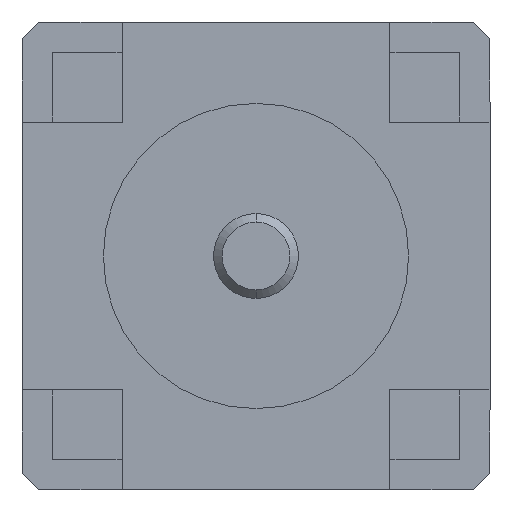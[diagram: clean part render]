
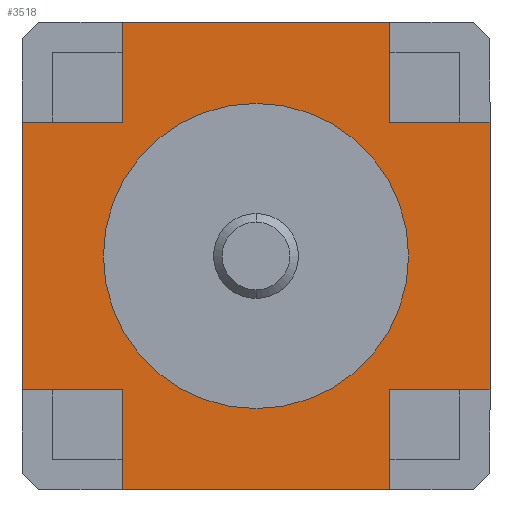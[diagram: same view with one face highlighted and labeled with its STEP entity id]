
A CAD part, front view. The second image highlights one B-rep face of the part: STEP entity #3518.
In plain terms, the highlighted planar face has unit normal (0, -1, 0).
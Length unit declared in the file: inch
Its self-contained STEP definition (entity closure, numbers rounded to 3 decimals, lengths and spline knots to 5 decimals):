
#70 = LINE ( 'NONE', #3509, #3809 ) ;
#305 = CARTESIAN_POINT ( 'NONE',  ( 0.079, 0.015, -0.079 ) ) ;
#311 = EDGE_CURVE ( 'NONE', #4085, #572, #1629, .T. ) ;
#362 = CIRCLE ( 'NONE', #1132, 0.09 ) ;
#383 = DIRECTION ( 'NONE',  ( 1., 0., 0. ) ) ;
#387 = CARTESIAN_POINT ( 'NONE',  ( -0.079, 0.015, -0.138 ) ) ;
#411 = EDGE_CURVE ( 'NONE', #2341, #3103, #1563, .T. ) ;
#459 = VERTEX_POINT ( 'NONE', #1879 ) ;
#572 = VERTEX_POINT ( 'NONE', #865 ) ;
#589 = DIRECTION ( 'NONE',  ( 0., 0., 1. ) ) ;
#596 = DIRECTION ( 'NONE',  ( 0., 0., 1. ) ) ;
#638 = CARTESIAN_POINT ( 'NONE',  ( -0.138, 0.015, 0.079 ) ) ;
#673 = DIRECTION ( 'NONE',  ( -1., 0., 0. ) ) ;
#730 = DIRECTION ( 'NONE',  ( -1., 0., 0. ) ) ;
#789 = DIRECTION ( 'NONE',  ( -1., 0., 0. ) ) ;
#803 = ORIENTED_EDGE ( 'NONE', *, *, #2533, .F. ) ;
#824 = VECTOR ( 'NONE', #383, 39.37008 ) ;
#865 = CARTESIAN_POINT ( 'NONE',  ( 0.079, 0.015, -0.138 ) ) ;
#894 = DIRECTION ( 'NONE',  ( 0., 0., -1. ) ) ;
#955 = AXIS2_PLACEMENT_3D ( 'NONE', #3242, #2910, #2174 ) ;
#997 = VECTOR ( 'NONE', #789, 39.37008 ) ;
#1060 = CARTESIAN_POINT ( 'NONE',  ( -0.079, 0.015, -0.079 ) ) ;
#1132 = AXIS2_PLACEMENT_3D ( 'NONE', #4136, #4089, #1201 ) ;
#1177 = EDGE_CURVE ( 'NONE', #1726, #4085, #3697, .T. ) ;
#1201 = DIRECTION ( 'NONE',  ( 0., 0., -1. ) ) ;
#1210 = VECTOR ( 'NONE', #1651, 39.37008 ) ;
#1214 = LINE ( 'NONE', #1361, #2558 ) ;
#1361 = CARTESIAN_POINT ( 'NONE',  ( 0.079, 0.015, 0.079 ) ) ;
#1507 = LINE ( 'NONE', #4422, #3141 ) ;
#1534 = ORIENTED_EDGE ( 'NONE', *, *, #3685, .T. ) ;
#1563 = LINE ( 'NONE', #3663, #4335 ) ;
#1625 = CIRCLE ( 'NONE', #2217, 0.09 ) ;
#1629 = LINE ( 'NONE', #387, #2369 ) ;
#1631 = EDGE_CURVE ( 'NONE', #459, #3260, #1214, .T. ) ;
#1651 = DIRECTION ( 'NONE',  ( 0., 0., -1. ) ) ;
#1666 = VECTOR ( 'NONE', #3896, 39.37008 ) ;
#1701 = CARTESIAN_POINT ( 'NONE',  ( 0., 0.015, 0.09 ) ) ;
#1726 = VERTEX_POINT ( 'NONE', #1060 ) ;
#1791 = LINE ( 'NONE', #4341, #824 ) ;
#1879 = CARTESIAN_POINT ( 'NONE',  ( 0.079, 0.015, 0.079 ) ) ;
#1904 = VECTOR ( 'NONE', #3737, 39.37008 ) ;
#1972 = CARTESIAN_POINT ( 'NONE',  ( 0., 0.015, -0.09 ) ) ;
#2007 = ORIENTED_EDGE ( 'NONE', *, *, #1631, .T. ) ;
#2075 = LINE ( 'NONE', #305, #2675 ) ;
#2096 = EDGE_CURVE ( 'NONE', #3575, #2341, #1507, .T. ) ;
#2174 = DIRECTION ( 'NONE',  ( 0., 0., -1. ) ) ;
#2182 = EDGE_CURVE ( 'NONE', #2495, #4299, #1625, .T. ) ;
#2217 = AXIS2_PLACEMENT_3D ( 'NONE', #3698, #2992, #894 ) ;
#2238 = LINE ( 'NONE', #4148, #1904 ) ;
#2290 = LINE ( 'NONE', #638, #1210 ) ;
#2341 = VERTEX_POINT ( 'NONE', #3895 ) ;
#2369 = VECTOR ( 'NONE', #2931, 39.37008 ) ;
#2412 = CARTESIAN_POINT ( 'NONE',  ( 0.138, 0.015, -0.079 ) ) ;
#2432 = ORIENTED_EDGE ( 'NONE', *, *, #4536, .T. ) ;
#2451 = EDGE_LOOP ( 'NONE', ( #2869, #2998, #4260, #3050, #1534, #2456, #3570, #2007, #2432, #2930, #3040, #4418 ) ) ;
#2456 = ORIENTED_EDGE ( 'NONE', *, *, #4376, .T. ) ;
#2460 = LINE ( 'NONE', #4026, #997 ) ;
#2490 = CARTESIAN_POINT ( 'NONE',  ( -0.079, 0.015, 0.138 ) ) ;
#2495 = VERTEX_POINT ( 'NONE', #1972 ) ;
#2533 = EDGE_CURVE ( 'NONE', #4299, #2495, #362, .T. ) ;
#2538 = CARTESIAN_POINT ( 'NONE',  ( -0.079, 0.015, 0.138 ) ) ;
#2558 = VECTOR ( 'NONE', #596, 39.37008 ) ;
#2675 = VECTOR ( 'NONE', #3537, 39.37008 ) ;
#2708 = CARTESIAN_POINT ( 'NONE',  ( -0.138, 0.015, -0.079 ) ) ;
#2831 = ORIENTED_EDGE ( 'NONE', *, *, #2182, .F. ) ;
#2843 = FACE_OUTER_BOUND ( 'NONE', #2451, .T. ) ;
#2869 = ORIENTED_EDGE ( 'NONE', *, *, #2887, .T. ) ;
#2887 = EDGE_CURVE ( 'NONE', #3955, #1726, #2238, .T. ) ;
#2910 = DIRECTION ( 'NONE',  ( 0., -1., 0. ) ) ;
#2930 = ORIENTED_EDGE ( 'NONE', *, *, #2096, .T. ) ;
#2931 = DIRECTION ( 'NONE',  ( 1., 0., 0. ) ) ;
#2946 = VECTOR ( 'NONE', #673, 39.37008 ) ;
#2974 = DIRECTION ( 'NONE',  ( 0., 0., -1. ) ) ;
#2992 = DIRECTION ( 'NONE',  ( 0., -1., 0. ) ) ;
#2998 = ORIENTED_EDGE ( 'NONE', *, *, #1177, .T. ) ;
#3040 = ORIENTED_EDGE ( 'NONE', *, *, #411, .T. ) ;
#3050 = ORIENTED_EDGE ( 'NONE', *, *, #3366, .T. ) ;
#3059 = CARTESIAN_POINT ( 'NONE',  ( -0.138, 0.015, 0.079 ) ) ;
#3103 = VERTEX_POINT ( 'NONE', #3059 ) ;
#3105 = CARTESIAN_POINT ( 'NONE',  ( 0.079, 0.015, -0.079 ) ) ;
#3138 = CARTESIAN_POINT ( 'NONE',  ( -0.079, 0.015, -0.079 ) ) ;
#3141 = VECTOR ( 'NONE', #2974, 39.37008 ) ;
#3242 = CARTESIAN_POINT ( 'NONE',  ( 0., 0.015, 0. ) ) ;
#3260 = VERTEX_POINT ( 'NONE', #3770 ) ;
#3333 = VERTEX_POINT ( 'NONE', #3952 ) ;
#3366 = EDGE_CURVE ( 'NONE', #572, #4688, #2075, .T. ) ;
#3400 = FACE_BOUND ( 'NONE', #4639, .T. ) ;
#3509 = CARTESIAN_POINT ( 'NONE',  ( 0.138, 0.015, 0.079 ) ) ;
#3518 = ADVANCED_FACE ( 'NONE', ( #3400, #2843 ), #3967, .T. ) ;
#3537 = DIRECTION ( 'NONE',  ( 0., 0., 1. ) ) ;
#3570 = ORIENTED_EDGE ( 'NONE', *, *, #3596, .T. ) ;
#3575 = VERTEX_POINT ( 'NONE', #2538 ) ;
#3596 = EDGE_CURVE ( 'NONE', #3333, #459, #2460, .T. ) ;
#3663 = CARTESIAN_POINT ( 'NONE',  ( -0.079, 0.015, 0.079 ) ) ;
#3685 = EDGE_CURVE ( 'NONE', #4688, #4294, #1791, .T. ) ;
#3689 = LINE ( 'NONE', #2490, #2946 ) ;
#3697 = LINE ( 'NONE', #3138, #1666 ) ;
#3698 = CARTESIAN_POINT ( 'NONE',  ( 0., 0.015, 0. ) ) ;
#3737 = DIRECTION ( 'NONE',  ( 1., 0., 0. ) ) ;
#3770 = CARTESIAN_POINT ( 'NONE',  ( 0.079, 0.015, 0.138 ) ) ;
#3809 = VECTOR ( 'NONE', #589, 39.37008 ) ;
#3895 = CARTESIAN_POINT ( 'NONE',  ( -0.079, 0.015, 0.079 ) ) ;
#3896 = DIRECTION ( 'NONE',  ( 0., 0., -1. ) ) ;
#3952 = CARTESIAN_POINT ( 'NONE',  ( 0.138, 0.015, 0.079 ) ) ;
#3955 = VERTEX_POINT ( 'NONE', #2708 ) ;
#3967 = PLANE ( 'NONE',  #955 ) ;
#4026 = CARTESIAN_POINT ( 'NONE',  ( 0.079, 0.015, 0.079 ) ) ;
#4085 = VERTEX_POINT ( 'NONE', #4156 ) ;
#4089 = DIRECTION ( 'NONE',  ( 0., -1., 0. ) ) ;
#4136 = CARTESIAN_POINT ( 'NONE',  ( 0., 0.015, 0. ) ) ;
#4148 = CARTESIAN_POINT ( 'NONE',  ( -0.079, 0.015, -0.079 ) ) ;
#4156 = CARTESIAN_POINT ( 'NONE',  ( -0.079, 0.015, -0.138 ) ) ;
#4260 = ORIENTED_EDGE ( 'NONE', *, *, #311, .T. ) ;
#4294 = VERTEX_POINT ( 'NONE', #2412 ) ;
#4299 = VERTEX_POINT ( 'NONE', #1701 ) ;
#4319 = EDGE_CURVE ( 'NONE', #3103, #3955, #2290, .T. ) ;
#4335 = VECTOR ( 'NONE', #730, 39.37008 ) ;
#4341 = CARTESIAN_POINT ( 'NONE',  ( 0.079, 0.015, -0.079 ) ) ;
#4376 = EDGE_CURVE ( 'NONE', #4294, #3333, #70, .T. ) ;
#4418 = ORIENTED_EDGE ( 'NONE', *, *, #4319, .T. ) ;
#4422 = CARTESIAN_POINT ( 'NONE',  ( -0.079, 0.015, 0.079 ) ) ;
#4536 = EDGE_CURVE ( 'NONE', #3260, #3575, #3689, .T. ) ;
#4639 = EDGE_LOOP ( 'NONE', ( #2831, #803 ) ) ;
#4688 = VERTEX_POINT ( 'NONE', #3105 ) ;
